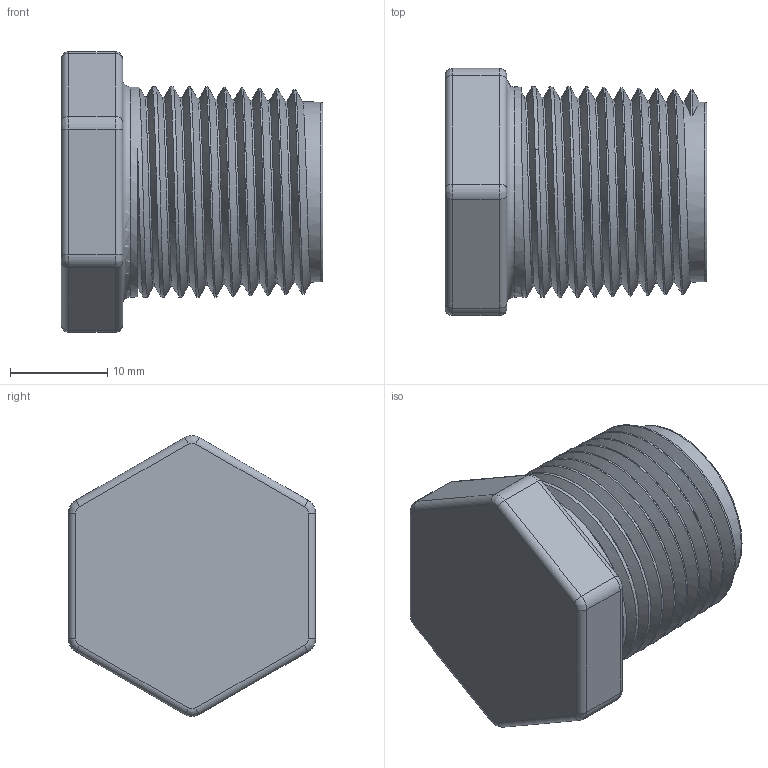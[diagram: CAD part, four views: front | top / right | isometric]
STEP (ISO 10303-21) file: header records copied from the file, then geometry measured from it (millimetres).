
FILE_DESCRIPTION(/* description */ ('1/2" PIPE PLUG, UNBAGGED'),/* implementation_level */ '2;1');
FILE_NAME(/* name */ 'PLUG050.stp',/* time_stamp */ '2017-03-03T07:19:36-05:00',/* author */ ('areid'),/* organization */ (''),/* preprocessor_version */ 'ST-DEVELOPER v16.5',/* originating_system */ 'Autodesk Inventor 2017',/* authorisation */ '');
FILE_SCHEMA (('AUTOMOTIVE_DESIGN { 1 0 10303 214 3 1 1 }'));
Length unit declared in the file: inch
Products named in the file (1): PLUG050U
Bounding box: 26.92 x 25.4 x 28.86 mm (x, y, z)
Volume: 7827.5 mm3; surface area: 4370.9 mm2
Topology: 1 solids, 1 shells, 67 faces, 158 edges, 95 vertices
Faces by surface type: cylinder 25, bspline 15, cone 13, plane 11, torus 3
Full cylindrical faces by diameter (mm): 12.7 x1, 21.615 x4
Entity records: 3792 total; most frequent: CARTESIAN_POINT 2657, DIRECTION 237, ORIENTED_EDGE 220, EDGE_CURVE 110, AXIS2_PLACEMENT_3D 98, VERTEX_POINT 67, EDGE_LOOP 61, CIRCLE 59
